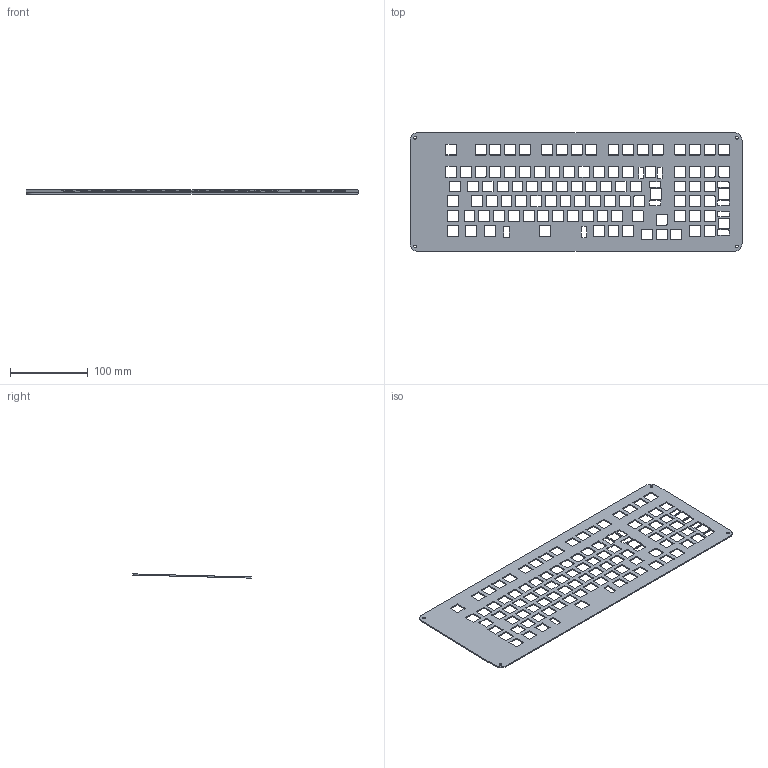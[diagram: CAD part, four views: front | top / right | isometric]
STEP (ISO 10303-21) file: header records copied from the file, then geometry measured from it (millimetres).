
FILE_DESCRIPTION(/* description */ ('','CAx-IF Rec.Pracs.---Representation and Presentation of Product Manufacturing Information (PMI)---4.0---2014-10-13'),/* implementation_level */ '2;1');
FILE_NAME(/* name */ 'Plate.step',/* time_stamp */ '2025-03-09T13:03:30+01:00',/* author */ (''),/* organization */ (''),/* preprocessor_version */ 'ST-DEVELOPER v20',/* originating_system */ 'Autodesk Translation Framework v13.20.0.188',/* authorisation */ '');
FILE_SCHEMA (('AP242_MANAGED_MODEL_BASED_3D_ENGINEERING_MIM_LF { 1 0 10303 442 1 1 4 }'));
Length unit declared in the file: millimetre
Products named in the file (1): Speedykeeb_case
Bounding box: 428 x 152.99 x 5.5 mm (x, y, z)
Volume: 67396.9 mm3; surface area: 100479.5 mm2
Topology: 1 solids, 1 shells, 886 faces, 2652 edges, 1768 vertices
Faces by surface type: cylinder 444, plane 442
Full cylindrical faces by diameter (mm): 3.4 x4
Entity records: 30579 total; most frequent: DIRECTION 5314, CARTESIAN_POINT 5307, ORIENTED_EDGE 5304, EDGE_CURVE 2652, AXIS2_PLACEMENT_3D 1775, VERTEX_POINT 1768, LINE 1764, VECTOR 1764
